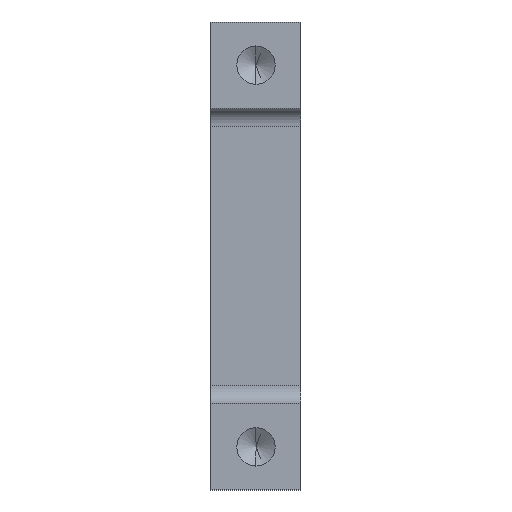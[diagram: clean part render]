
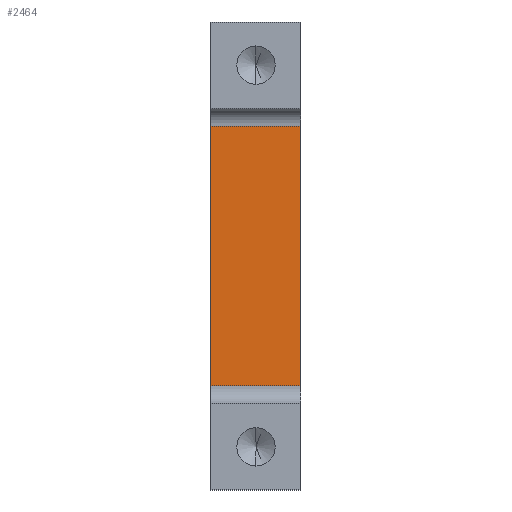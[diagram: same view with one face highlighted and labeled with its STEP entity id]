
A CAD part, left-side view. The second image highlights one B-rep face of the part: STEP entity #2464.
In plain terms, the highlighted planar face has unit normal (-1, 0, 0).
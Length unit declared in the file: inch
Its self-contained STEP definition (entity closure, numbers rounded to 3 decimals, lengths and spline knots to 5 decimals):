
#22 = DIRECTION ( 'NONE',  ( 0., 1., 0. ) ) ;
#202 = EDGE_LOOP ( 'NONE', ( #2425, #1529, #2058, #1827 ) ) ;
#207 = VERTEX_POINT ( 'NONE', #933 ) ;
#248 = CARTESIAN_POINT ( 'NONE',  ( -0.5475, 0.25, -0.41 ) ) ;
#332 = EDGE_CURVE ( 'NONE', #512, #722, #2387, .T. ) ;
#383 = VECTOR ( 'NONE', #22, 39.37008 ) ;
#473 = AXIS2_PLACEMENT_3D ( 'NONE', #1357, #1818, #1595 ) ;
#512 = VERTEX_POINT ( 'NONE', #2506 ) ;
#542 = EDGE_CURVE ( 'NONE', #722, #769, #741, .T. ) ;
#558 = VECTOR ( 'NONE', #1107, 39.37008 ) ;
#622 = CARTESIAN_POINT ( 'NONE',  ( -0.5475, 0., 0.36 ) ) ;
#692 = EDGE_CURVE ( 'NONE', #207, #769, #1162, .T. ) ;
#722 = VERTEX_POINT ( 'NONE', #622 ) ;
#741 = LINE ( 'NONE', #2754, #383 ) ;
#757 = EDGE_CURVE ( 'NONE', #207, #512, #893, .T. ) ;
#769 = VERTEX_POINT ( 'NONE', #1279 ) ;
#842 = DIRECTION ( 'NONE',  ( 0., 0., 1. ) ) ;
#893 = LINE ( 'NONE', #1248, #558 ) ;
#933 = CARTESIAN_POINT ( 'NONE',  ( -0.5475, 0.25, -0.36 ) ) ;
#1107 = DIRECTION ( 'NONE',  ( 0., -1., 0. ) ) ;
#1162 = LINE ( 'NONE', #248, #1618 ) ;
#1248 = CARTESIAN_POINT ( 'NONE',  ( -0.5475, 0., -0.36 ) ) ;
#1279 = CARTESIAN_POINT ( 'NONE',  ( -0.5475, 0.25, 0.36 ) ) ;
#1338 = FACE_OUTER_BOUND ( 'NONE', #202, .T. ) ;
#1357 = CARTESIAN_POINT ( 'NONE',  ( -0.5475, 0.25, -0.41 ) ) ;
#1529 = ORIENTED_EDGE ( 'NONE', *, *, #542, .T. ) ;
#1594 = DIRECTION ( 'NONE',  ( 0., 0., 1. ) ) ;
#1595 = DIRECTION ( 'NONE',  ( 0., 0., -1. ) ) ;
#1618 = VECTOR ( 'NONE', #842, 39.37008 ) ;
#1712 = CARTESIAN_POINT ( 'NONE',  ( -0.5475, 0., -0.41 ) ) ;
#1818 = DIRECTION ( 'NONE',  ( 1., 0., 0. ) ) ;
#1827 = ORIENTED_EDGE ( 'NONE', *, *, #757, .T. ) ;
#2058 = ORIENTED_EDGE ( 'NONE', *, *, #692, .F. ) ;
#2309 = VECTOR ( 'NONE', #1594, 39.37008 ) ;
#2387 = LINE ( 'NONE', #1712, #2309 ) ;
#2425 = ORIENTED_EDGE ( 'NONE', *, *, #332, .T. ) ;
#2464 = ADVANCED_FACE ( 'NONE', ( #1338 ), #2728, .F. ) ;
#2506 = CARTESIAN_POINT ( 'NONE',  ( -0.5475, 0., -0.36 ) ) ;
#2728 = PLANE ( 'NONE',  #473 ) ;
#2754 = CARTESIAN_POINT ( 'NONE',  ( -0.5475, 0.25, 0.36 ) ) ;
